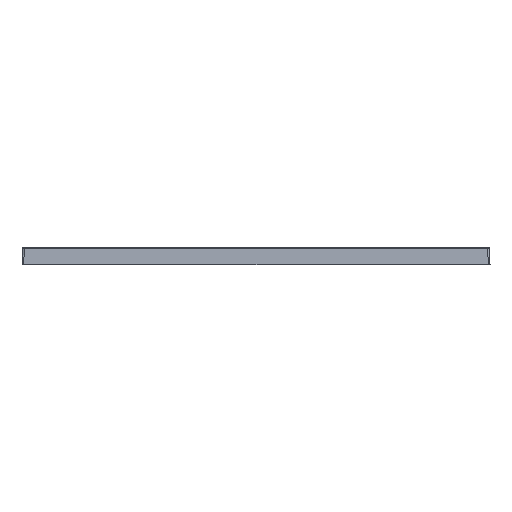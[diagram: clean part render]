
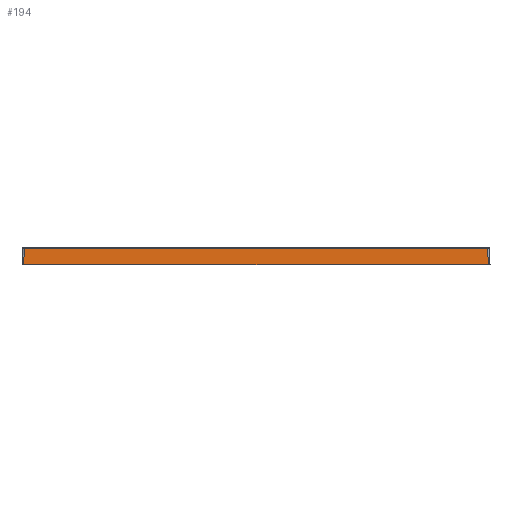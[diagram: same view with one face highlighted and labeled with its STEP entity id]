
A CAD part, left-side view. The second image highlights one B-rep face of the part: STEP entity #194.
In plain terms, the highlighted planar face has unit normal (-0.999, 0, 0.035).
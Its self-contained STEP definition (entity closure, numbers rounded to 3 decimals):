
#194=ADVANCED_FACE('',(#325),#2184,.T.);
#325=FACE_OUTER_BOUND('',#477,.T.);
#477=EDGE_LOOP('',(#980,#981,#982,#983));
#980=ORIENTED_EDGE('',*,*,#1455,.F.);
#981=ORIENTED_EDGE('',*,*,#1458,.T.);
#982=ORIENTED_EDGE('',*,*,#1459,.F.);
#983=ORIENTED_EDGE('',*,*,#1456,.F.);
#1455=EDGE_CURVE('',#2085,#2084,#1812,.T.);
#1456=EDGE_CURVE('',#2084,#2086,#1813,.T.);
#1458=EDGE_CURVE('',#2085,#2087,#1815,.T.);
#1459=EDGE_CURVE('',#2086,#2087,#1816,.T.);
#1812=B_SPLINE_CURVE_WITH_KNOTS('',1,(#10859,#10860),.UNSPECIFIED.,.F.,
 .F.,(2,2),(-15.018,12.494),.UNSPECIFIED.);
#1813=B_SPLINE_CURVE_WITH_KNOTS('',5,(#10861,#10862,#10863,#10864,#10865,
#10866,#10867,#10868,#10869,#10870,#10871,#10872,#10873,#10874,#10875,#10876,
#10877,#10878,#10879,#10880,#10881,#10882,#10883,#10884,#10885,#10886,#10887,
#10888,#10889,#10890,#10891,#10892,#10893,#10894,#10895,#10896,#10897,#10898,
#10899,#10900,#10901,#10902),.UNSPECIFIED.,.F.,.F.,(6,3,3,3,3,3,3,3,3,3,
3,3,3,6),(229.963,286.092,342.222,381.469,
421.973,461.474,540.477,777.483,923.222,
1074.036,1191.941,1230.296,1308.896,1331.999),
 .UNSPECIFIED.);
#1815=B_SPLINE_CURVE_WITH_KNOTS('',1,(#10912,#10913),.UNSPECIFIED.,.F.,
 .F.,(2,2),(0.,794.004),.UNSPECIFIED.);
#1816=B_SPLINE_CURVE_WITH_KNOTS('',1,(#10914,#10915),.UNSPECIFIED.,.F.,
 .F.,(2,2),(-27.512,0.),.UNSPECIFIED.);
#2084=VERTEX_POINT('',#10031);
#2085=VERTEX_POINT('',#10032);
#2086=VERTEX_POINT('',#10033);
#2087=VERTEX_POINT('',#10034);
#2184=PLANE('',#2254);
#2254=AXIS2_PLACEMENT_3D('',#6400,#2308,$);
#2308=DIRECTION('',(-0.999,0.,0.035));
#6400=CARTESIAN_POINT('',(-598.942,475.856,14.924));
#10031=CARTESIAN_POINT('',(-599.04,395.436,12.114));
#10032=CARTESIAN_POINT('',(-600.,396.396,-15.364));
#10033=CARTESIAN_POINT('',(-599.04,-396.648,12.114));
#10034=CARTESIAN_POINT('',(-600.,-397.608,-15.364));
#10859=CARTESIAN_POINT('',(-600.,396.396,-15.364));
#10860=CARTESIAN_POINT('',(-599.04,395.436,12.114));
#10861=CARTESIAN_POINT('',(-599.04,395.436,12.114));
#10862=CARTESIAN_POINT('',(-599.041,387.498,12.089));
#10863=CARTESIAN_POINT('',(-599.042,379.56,12.067));
#10864=CARTESIAN_POINT('',(-599.043,371.622,12.045));
#10865=CARTESIAN_POINT('',(-599.044,355.731,12.007));
#10866=CARTESIAN_POINT('',(-599.045,339.835,11.979));
#10867=CARTESIAN_POINT('',(-599.046,331.889,11.968));
#10868=CARTESIAN_POINT('',(-599.046,318.4,11.954));
#10869=CARTESIAN_POINT('',(-599.046,304.911,11.946));
#10870=CARTESIAN_POINT('',(-599.046,299.181,11.944));
#10871=CARTESIAN_POINT('',(-599.046,287.902,11.943));
#10872=CARTESIAN_POINT('',(-599.046,276.623,11.945));
#10873=CARTESIAN_POINT('',(-599.046,271.604,11.946));
#10874=CARTESIAN_POINT('',(-599.046,260.289,11.95));
#10875=CARTESIAN_POINT('',(-599.046,248.975,11.955));
#10876=CARTESIAN_POINT('',(-599.046,243.389,11.958));
#10877=CARTESIAN_POINT('',(-599.046,226.63,11.967));
#10878=CARTESIAN_POINT('',(-599.045,209.871,11.976));
#10879=CARTESIAN_POINT('',(-599.045,198.698,11.981));
#10880=CARTESIAN_POINT('',(-599.044,154.008,12.001));
#10881=CARTESIAN_POINT('',(-599.044,109.317,12.017));
#10882=CARTESIAN_POINT('',(-599.043,75.8,12.027));
#10883=CARTESIAN_POINT('',(-599.043,21.671,12.043));
#10884=CARTESIAN_POINT('',(-599.043,-32.456,12.038));
#10885=CARTESIAN_POINT('',(-599.043,-61.176,12.031));
#10886=CARTESIAN_POINT('',(-599.044,-103.115,12.019));
#10887=CARTESIAN_POINT('',(-599.044,-145.054,12.004));
#10888=CARTESIAN_POINT('',(-599.045,-170.903,11.995));
#10889=CARTESIAN_POINT('',(-599.045,-208.905,11.977));
#10890=CARTESIAN_POINT('',(-599.046,-246.908,11.957));
#10891=CARTESIAN_POINT('',(-599.046,-263.582,11.95));
#10892=CARTESIAN_POINT('',(-599.047,-285.681,11.94));
#10893=CARTESIAN_POINT('',(-599.046,-307.78,11.947));
#10894=CARTESIAN_POINT('',(-599.046,-313.874,11.951));
#10895=CARTESIAN_POINT('',(-599.046,-330.415,11.963));
#10896=CARTESIAN_POINT('',(-599.045,-346.955,11.987));
#10897=CARTESIAN_POINT('',(-599.044,-358.072,12.009));
#10898=CARTESIAN_POINT('',(-599.043,-372.455,12.043));
#10899=CARTESIAN_POINT('',(-599.041,-386.838,12.084));
#10900=CARTESIAN_POINT('',(-599.041,-390.108,12.094));
#10901=CARTESIAN_POINT('',(-599.041,-393.378,12.104));
#10902=CARTESIAN_POINT('',(-599.04,-396.648,12.114));
#10912=CARTESIAN_POINT('',(-600.,396.396,-15.364));
#10913=CARTESIAN_POINT('',(-600.,-397.608,-15.364));
#10914=CARTESIAN_POINT('',(-599.04,-396.648,12.114));
#10915=CARTESIAN_POINT('',(-600.,-397.608,-15.364));
